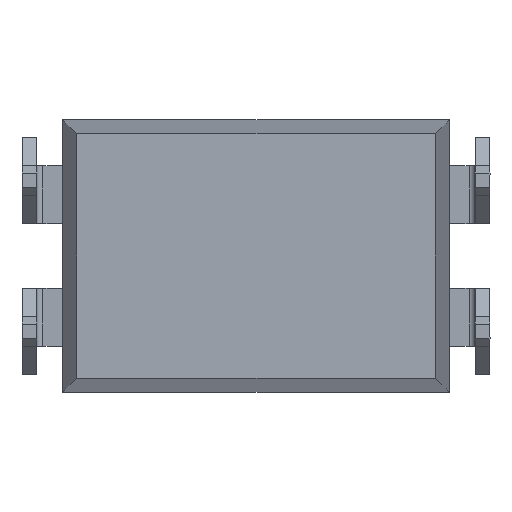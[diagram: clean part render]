
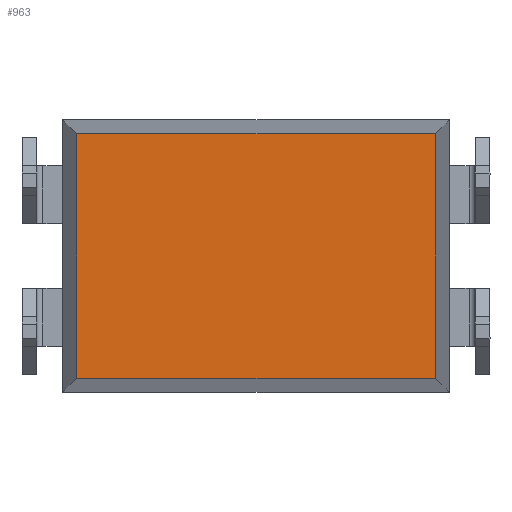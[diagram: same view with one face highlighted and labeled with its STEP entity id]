
A CAD part, front view. The second image highlights one B-rep face of the part: STEP entity #963.
In plain terms, the highlighted planar face has unit normal (0, -1, 0).
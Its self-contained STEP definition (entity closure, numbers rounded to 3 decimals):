
#55 = VECTOR ( 'NONE', #2640, 1000. ) ;
#181 = DIRECTION ( 'NONE',  ( 0., 0., 1. ) ) ;
#202 = CARTESIAN_POINT ( 'NONE',  ( -3.016, 1., 2.056 ) ) ;
#240 = ORIENTED_EDGE ( 'NONE', *, *, #1781, .T. ) ;
#300 = VECTOR ( 'NONE', #2264, 1000. ) ;
#458 = VERTEX_POINT ( 'NONE', #2285 ) ;
#471 = EDGE_CURVE ( 'NONE', #458, #636, #1081, .T. ) ;
#520 = LINE ( 'NONE', #1392, #300 ) ;
#636 = VERTEX_POINT ( 'NONE', #1343 ) ;
#654 = CARTESIAN_POINT ( 'NONE',  ( 0., 1., 0. ) ) ;
#728 = EDGE_CURVE ( 'NONE', #636, #2006, #1100, .T. ) ;
#764 = ORIENTED_EDGE ( 'NONE', *, *, #471, .T. ) ;
#809 = CARTESIAN_POINT ( 'NONE',  ( 3.016, 1., 0. ) ) ;
#854 = CARTESIAN_POINT ( 'NONE',  ( -3.016, 1., -2.056 ) ) ;
#894 = ORIENTED_EDGE ( 'NONE', *, *, #728, .T. ) ;
#963 = ADVANCED_FACE ( 'NONE', ( #1752 ), #2396, .T. ) ;
#1081 = LINE ( 'NONE', #809, #1935 ) ;
#1100 = LINE ( 'NONE', #2417, #2833 ) ;
#1157 = LINE ( 'NONE', #2246, #55 ) ;
#1343 = CARTESIAN_POINT ( 'NONE',  ( 3.016, 1., 2.056 ) ) ;
#1392 = CARTESIAN_POINT ( 'NONE',  ( -3.016, 1., 0. ) ) ;
#1527 = DIRECTION ( 'NONE',  ( 0., -1., 0. ) ) ;
#1752 = FACE_OUTER_BOUND ( 'NONE', #2790, .T. ) ;
#1781 = EDGE_CURVE ( 'NONE', #2006, #2390, #520, .T. ) ;
#1783 = DIRECTION ( 'NONE',  ( -1., 0., 0. ) ) ;
#1935 = VECTOR ( 'NONE', #181, 1000. ) ;
#1942 = DIRECTION ( 'NONE',  ( 0., 0., -1. ) ) ;
#2006 = VERTEX_POINT ( 'NONE', #202 ) ;
#2191 = EDGE_CURVE ( 'NONE', #2390, #458, #1157, .T. ) ;
#2246 = CARTESIAN_POINT ( 'NONE',  ( 0., 1., -2.056 ) ) ;
#2264 = DIRECTION ( 'NONE',  ( 0., 0., -1. ) ) ;
#2285 = CARTESIAN_POINT ( 'NONE',  ( 3.016, 1., -2.056 ) ) ;
#2374 = ORIENTED_EDGE ( 'NONE', *, *, #2191, .T. ) ;
#2390 = VERTEX_POINT ( 'NONE', #854 ) ;
#2396 = PLANE ( 'NONE',  #2406 ) ;
#2406 = AXIS2_PLACEMENT_3D ( 'NONE', #654, #1527, #1942 ) ;
#2417 = CARTESIAN_POINT ( 'NONE',  ( 0., 1., 2.056 ) ) ;
#2640 = DIRECTION ( 'NONE',  ( 1., 0., 0. ) ) ;
#2790 = EDGE_LOOP ( 'NONE', ( #240, #2374, #764, #894 ) ) ;
#2833 = VECTOR ( 'NONE', #1783, 1000. ) ;
